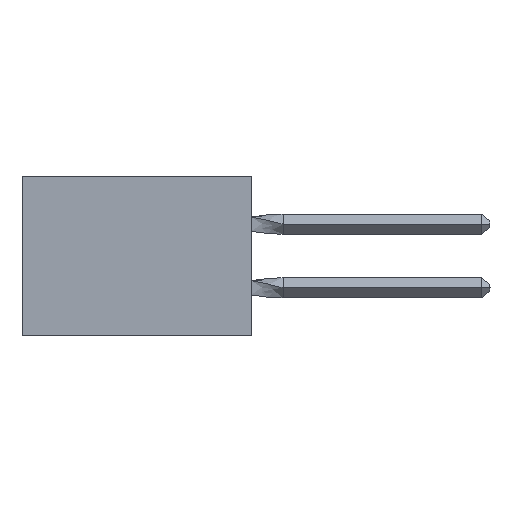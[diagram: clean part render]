
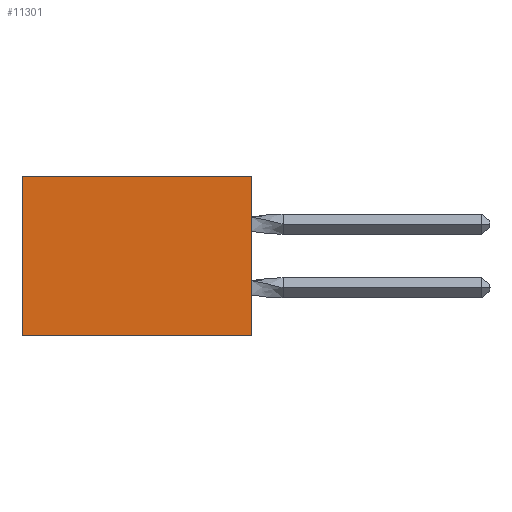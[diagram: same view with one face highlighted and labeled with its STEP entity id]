
A CAD part, left-side view. The second image highlights one B-rep face of the part: STEP entity #11301.
In plain terms, the highlighted planar face has unit normal (-1, 0, 0).
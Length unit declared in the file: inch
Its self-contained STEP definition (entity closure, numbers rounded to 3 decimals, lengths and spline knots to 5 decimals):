
#236 = EDGE_CURVE ( 'NONE', #16062, #5477, #14313, .T. ) ;
#239 = AXIS2_PLACEMENT_3D ( 'NONE', #4892, #9778, #2863 ) ;
#2578 = VECTOR ( 'NONE', #10494, 39.37008 ) ;
#2863 = DIRECTION ( 'NONE',  ( 0., 0., -1. ) ) ;
#3685 = CARTESIAN_POINT ( 'NONE',  ( 0.305, 0.72, -0.5 ) ) ;
#3873 = CARTESIAN_POINT ( 'NONE',  ( 0.305, 0., -0.5 ) ) ;
#3924 = LINE ( 'NONE', #3685, #4431 ) ;
#4431 = VECTOR ( 'NONE', #16029, 39.37008 ) ;
#4892 = CARTESIAN_POINT ( 'NONE',  ( 0.305, 0., -0.5 ) ) ;
#5477 = VERTEX_POINT ( 'NONE', #11377 ) ;
#5523 = ORIENTED_EDGE ( 'NONE', *, *, #13277, .T. ) ;
#6391 = EDGE_CURVE ( 'NONE', #5477, #13185, #17149, .T. ) ;
#7906 = CARTESIAN_POINT ( 'NONE',  ( 0.305, 0., -0.5 ) ) ;
#8644 = ORIENTED_EDGE ( 'NONE', *, *, #10163, .T. ) ;
#8921 = ORIENTED_EDGE ( 'NONE', *, *, #236, .F. ) ;
#9778 = DIRECTION ( 'NONE',  ( 1., 0., 0. ) ) ;
#10163 = EDGE_CURVE ( 'NONE', #16062, #17352, #16780, .T. ) ;
#10494 = DIRECTION ( 'NONE',  ( 0., 1., 0. ) ) ;
#11301 = ADVANCED_FACE ( 'NONE', ( #21002 ), #11869, .F. ) ;
#11377 = CARTESIAN_POINT ( 'NONE',  ( 0.305, 0., -0.5 ) ) ;
#11869 = PLANE ( 'NONE',  #239 ) ;
#12715 = EDGE_LOOP ( 'NONE', ( #5523, #20202, #8921, #8644 ) ) ;
#13185 = VERTEX_POINT ( 'NONE', #20119 ) ;
#13277 = EDGE_CURVE ( 'NONE', #17352, #13185, #3924, .T. ) ;
#14313 = LINE ( 'NONE', #7906, #20513 ) ;
#16029 = DIRECTION ( 'NONE',  ( 0., 0., -1. ) ) ;
#16062 = VERTEX_POINT ( 'NONE', #21974 ) ;
#16237 = CARTESIAN_POINT ( 'NONE',  ( 0.305, 0.72, 0. ) ) ;
#16275 = VECTOR ( 'NONE', #20999, 39.37008 ) ;
#16780 = LINE ( 'NONE', #17464, #16275 ) ;
#17149 = LINE ( 'NONE', #3873, #2578 ) ;
#17352 = VERTEX_POINT ( 'NONE', #16237 ) ;
#17464 = CARTESIAN_POINT ( 'NONE',  ( 0.305, 0., 0. ) ) ;
#19949 = DIRECTION ( 'NONE',  ( 0., 0., -1. ) ) ;
#20119 = CARTESIAN_POINT ( 'NONE',  ( 0.305, 0.72, -0.5 ) ) ;
#20202 = ORIENTED_EDGE ( 'NONE', *, *, #6391, .F. ) ;
#20513 = VECTOR ( 'NONE', #19949, 39.37008 ) ;
#20999 = DIRECTION ( 'NONE',  ( 0., 1., 0. ) ) ;
#21002 = FACE_OUTER_BOUND ( 'NONE', #12715, .T. ) ;
#21974 = CARTESIAN_POINT ( 'NONE',  ( 0.305, 0., 0. ) ) ;
